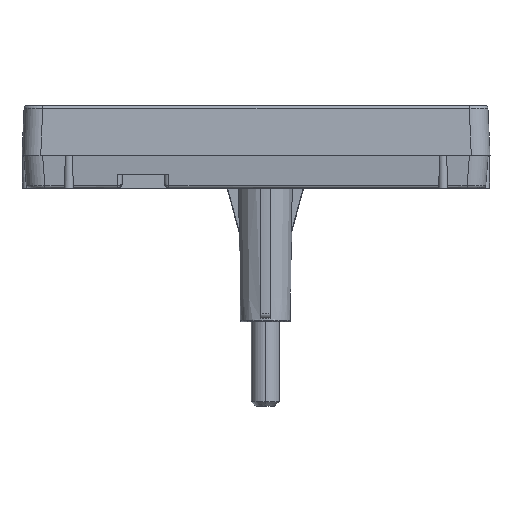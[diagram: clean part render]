
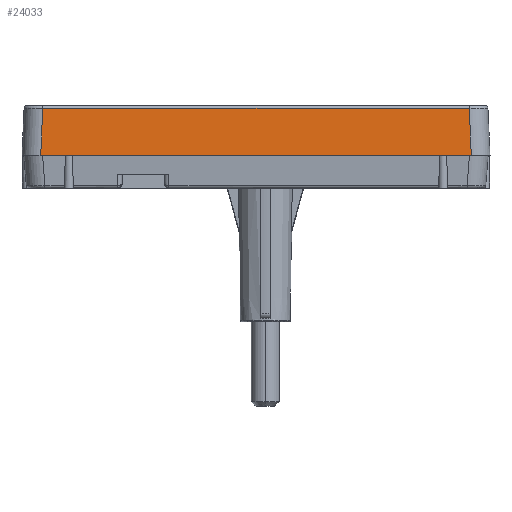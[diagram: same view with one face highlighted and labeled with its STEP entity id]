
A CAD part, left-side view. The second image highlights one B-rep face of the part: STEP entity #24033.
In plain terms, the highlighted planar face has unit normal (-0.999, 0, 0.044).
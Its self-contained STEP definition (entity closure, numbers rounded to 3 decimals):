
#3749=CARTESIAN_POINT('',(-24.781,-22.783,
8.513));
#3877=DIRECTION('',(0.,1.,0.));
#3878=VECTOR('',#3877,45.566);
#3879=CARTESIAN_POINT('',(-24.781,-22.783,
8.513));
#3880=LINE('14213',#3879,#3878);
#3881=DIRECTION('',(-0.044,-0.044,-0.998));
#3882=VECTOR('',#3881,5.023);
#3883=CARTESIAN_POINT('',(-24.781,-22.783,
8.513));
#3884=LINE('14214',#3883,#3882);
#3885=DIRECTION('',(0.044,-0.044,0.998));
#3886=VECTOR('',#3885,5.023);
#3887=CARTESIAN_POINT('',(-25.,23.002,3.5));
#3888=LINE('14216',#3887,#3886);
#3913=DIRECTION('',(0.,-1.,0.));
#3914=VECTOR('',#3913,46.004);
#3915=CARTESIAN_POINT('',(-25.,23.002,3.5));
#3916=LINE('14215',#3915,#3914);
#17795=VERTEX_POINT('',#3749);
#17806=CARTESIAN_POINT('',(-24.781,22.783,
8.513));
#17807=VERTEX_POINT('',#17806);
#17808=CARTESIAN_POINT('',(-25.,-23.002,
3.5));
#17809=VERTEX_POINT('',#17808);
#17810=CARTESIAN_POINT('',(-25.,23.002,
3.5));
#17811=VERTEX_POINT('',#17810);
#24019=CARTESIAN_POINT('',(-25.,26.12,3.5));
#24020=DIRECTION('',(-0.999,0.,0.044));
#24021=DIRECTION('',(0.,-1.,0.));
#24022=AXIS2_PLACEMENT_3D('',#24019,#24020,#24021);
#24023=PLANE('17273',#24022);
#24025=ORIENTED_EDGE('14214',*,*,#24024,.T.);
#24027=ORIENTED_EDGE('14215',*,*,#24026,.F.);
#24029=ORIENTED_EDGE('14216',*,*,#24028,.T.);
#24030=ORIENTED_EDGE('14213',*,*,#24013,.F.);
#24031=EDGE_LOOP('17273',(#24025,#24027,#24029,#24030));
#24032=FACE_OUTER_BOUND('17273',#24031,.F.);
#24033=ADVANCED_FACE('17273',(#24032),#24023,.T.);
#24013=EDGE_CURVE('14213',#17795,#17807,#3880,.T.);
#24024=EDGE_CURVE('14214',#17795,#17809,#3884,.T.);
#24026=EDGE_CURVE('14215',#17811,#17809,#3916,.T.);
#24028=EDGE_CURVE('14216',#17811,#17807,#3888,.T.);
